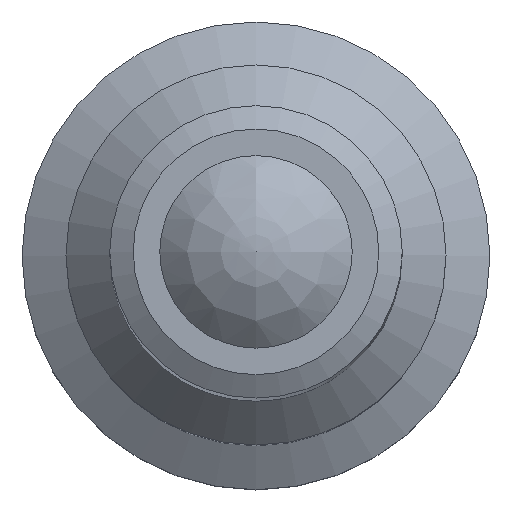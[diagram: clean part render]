
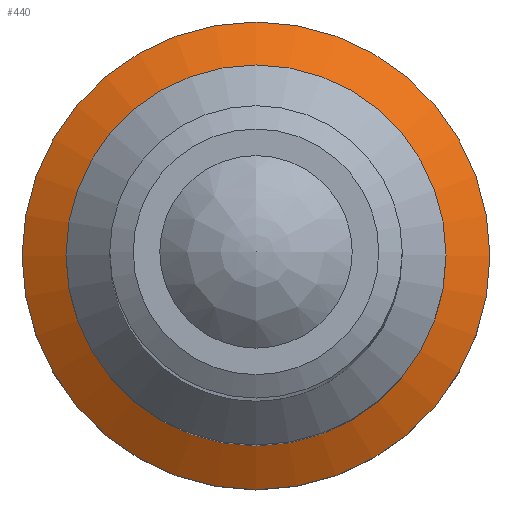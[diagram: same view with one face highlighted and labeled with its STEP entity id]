
A CAD part, top view. The second image highlights one B-rep face of the part: STEP entity #440.
In plain terms, the highlighted conical face has half-angle 60 degrees and reference radius 3.201 mm.
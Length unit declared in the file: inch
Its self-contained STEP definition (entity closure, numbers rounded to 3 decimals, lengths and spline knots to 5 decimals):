
#19 = CARTESIAN_POINT ( 'NONE',  ( -0.15748, 0., -1.5761 ) ) ;
#57 = DIRECTION ( 'NONE',  ( 0., 0., 1. ) ) ;
#70 = EDGE_CURVE ( 'NONE', #671, #671, #487, .T. ) ;
#101 = FACE_BOUND ( 'NONE', #307, .T. ) ;
#287 = CONICAL_SURFACE ( 'NONE', #334, 0.12602, 1.047 ) ;
#307 = EDGE_LOOP ( 'NONE', ( #524 ) ) ;
#334 = AXIS2_PLACEMENT_3D ( 'NONE', #1085, #1269, #1193 ) ;
#349 = CARTESIAN_POINT ( 'NONE',  ( 0., 0., -1.5761 ) ) ;
#435 = FACE_OUTER_BOUND ( 'NONE', #991, .T. ) ;
#440 = ADVANCED_FACE ( 'NONE', ( #101, #435 ), #287, .T. ) ;
#487 = CIRCLE ( 'NONE', #705, 0.12795 ) ;
#524 = ORIENTED_EDGE ( 'NONE', *, *, #70, .F. ) ;
#641 = EDGE_CURVE ( 'NONE', #949, #949, #1172, .T. ) ;
#651 = DIRECTION ( 'NONE',  ( 0., 0., -1. ) ) ;
#671 = VERTEX_POINT ( 'NONE', #1196 ) ;
#705 = AXIS2_PLACEMENT_3D ( 'NONE', #1237, #57, #764 ) ;
#756 = ORIENTED_EDGE ( 'NONE', *, *, #641, .F. ) ;
#764 = DIRECTION ( 'NONE',  ( -1., 0., 0. ) ) ;
#936 = DIRECTION ( 'NONE',  ( -1., 0., 0. ) ) ;
#949 = VERTEX_POINT ( 'NONE', #19 ) ;
#991 = EDGE_LOOP ( 'NONE', ( #756 ) ) ;
#1085 = CARTESIAN_POINT ( 'NONE',  ( 0., 0., -1.55794 ) ) ;
#1172 = CIRCLE ( 'NONE', #1216, 0.15748 ) ;
#1193 = DIRECTION ( 'NONE',  ( -1., 0., 0. ) ) ;
#1196 = CARTESIAN_POINT ( 'NONE',  ( -0.12795, 0., -1.55906 ) ) ;
#1216 = AXIS2_PLACEMENT_3D ( 'NONE', #349, #651, #936 ) ;
#1237 = CARTESIAN_POINT ( 'NONE',  ( 0., 0., -1.55906 ) ) ;
#1269 = DIRECTION ( 'NONE',  ( 0., 0., -1. ) ) ;
